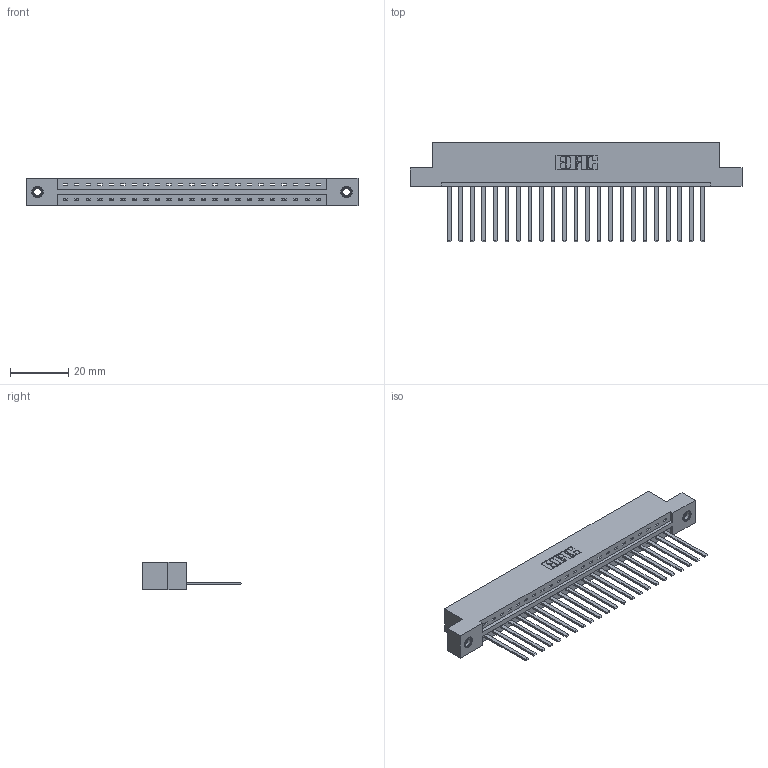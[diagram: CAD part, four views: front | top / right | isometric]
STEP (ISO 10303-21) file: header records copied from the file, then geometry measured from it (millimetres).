
FILE_DESCRIPTION (( 'STEP AP203' ), '1' );
FILE_NAME ('387-023-544-107.STEP', '2019-10-03T03:21:44', ( '' ), ( '' ), 'SwSTEP 2.0', 'SolidWorks 2016', '' );
FILE_SCHEMA (( 'CONFIG_CONTROL_DESIGN' ));
Length unit declared in the file: inch
Products named in the file (4): 345-250-001_345-250-005-103; 337 Part_Flush Mounting Lugs - 0.156 Dia-TI; 345-292-001_345-293-144; 387-023-544-107
Assembly tree (26 placements, depth 2):
  387-023-544-107
    337 Part_Flush Mounting Lugs - 0.156 Dia-TI
    345-292-001_345-293-144  x23
    345-250-001_345-250-005-103  x2
Bounding box: 114.15 x 34.3 x 9.4 mm (x, y, z)
Volume: 11878.8 mm3; surface area: 13086.8 mm2
Topology: 26 solids, 26 shells, 1462 faces, 4357 edges, 2866 vertices
Faces by surface type: plane 1068, cylinder 378, cone 12, torus 4
Entity records: 20556 total; most frequent: CARTESIAN_POINT 3558, ORIENTED_EDGE 3510, DIRECTION 3063, EDGE_CURVE 1755, VECTOR 1611, LINE 1611, VERTEX_POINT 1164, AXIS2_PLACEMENT_3D 726
